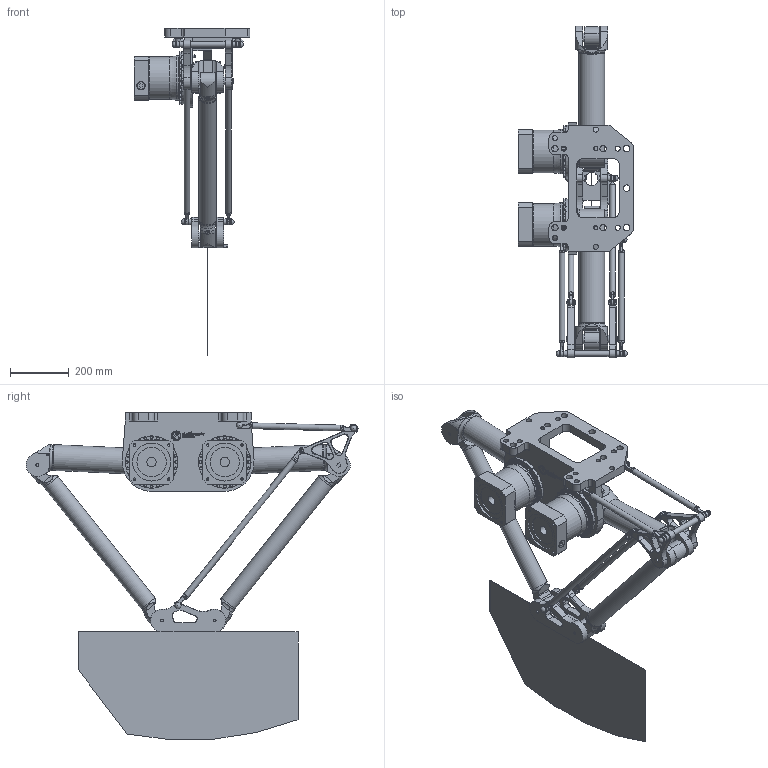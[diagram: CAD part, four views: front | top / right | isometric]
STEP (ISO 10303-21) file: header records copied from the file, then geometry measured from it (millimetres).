
FILE_DESCRIPTION(/* description */ (''),/* implementation_level */ '2;1');
FILE_NAME(/* name */ '3D-model_A_00928-MV.stp',/* time_stamp */ '2025-02-06T10:37:34+01:00',/* author */ ('julien.ihle'),/* organization */ ('Majatronic'),/* preprocessor_version */ 'ST-DEVELOPER v19.2',/* originating_system */ 'Autodesk Inventor 2023',/* authorisation */ '');
FILE_SCHEMA (('AUTOMOTIVE_DESIGN { 1 0 10303 214 3 1 1 }'));
Length unit declared in the file: millimetre
Products named in the file (11): A_00928-MV_DUMMY; MT_WST00118806; MT_WST00065199MT_WST; MT_WST00060925MT_WST; MT_WST00113256 Oberarm DUMMY; MT_WST00065790MT_WST; MT_WST00113255 Oberarm DUMMY; MT_WST00065782MT_WST; MT_WST00065791MT_WST; MT_WST00068559MT_WST; MT_WST00113244
Assembly tree (14 placements, depth 2):
  A_00928-MV_DUMMY
    MT_WST00118806
    MT_WST00065199MT_WST
    MT_WST00060925MT_WST
    MT_WST00113256 Oberarm DUMMY
    MT_WST00065790MT_WST  x2
    MT_WST00113255 Oberarm DUMMY
    MT_WST00065782MT_WST  x2
    MT_WST00065791MT_WST  x2
    MT_WST00068559MT_WST  x2
    MT_WST00113244
Bounding box: 395.5 x 1133.73 x 1118.23 mm (x, y, z)
Volume: 24351345.3 mm3; surface area: 2405615.3 mm2
Topology: 14 solids, 16 shells, 2058 faces, 4794 edges, 3053 vertices
Faces by surface type: plane 968, cylinder 703, cone 271, torus 86, bspline 24, sphere 6
Full cylindrical faces by diameter (mm): 4.917 x12, 6 x49, 6.6 x48, 6.647 x6, 8 x2, 8.376 x32, 10 x84, 12 x5, 15 x4, 17.294 x8, 18 x16, 19.98 x8, 20 x25, 22 x7, 25 x2, 26 x2, 28 x2, 32 x10, 45 x1, 50 x2, 59.98 x4, 60 x6, 80 x2, 88 x4, 100 x6, 105 x2, 128.588 x2, 130 x2, 140 x4, 146 x2
Entity records: 54888 total; most frequent: CARTESIAN_POINT 13251, DIRECTION 8728, ORIENTED_EDGE 7866, EDGE_CURVE 3933, AXIS2_PLACEMENT_3D 3243, VERTEX_POINT 2523, LINE 2242, VECTOR 2242
